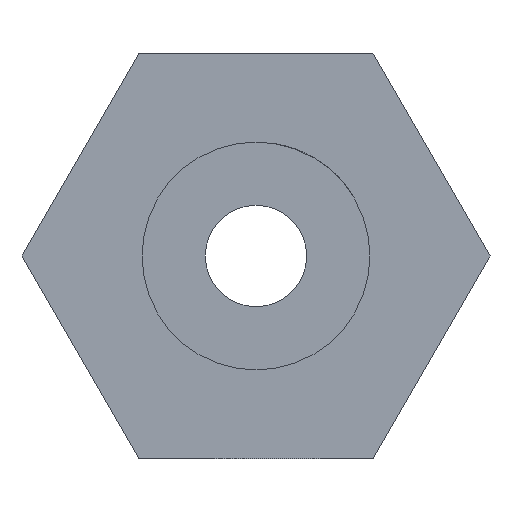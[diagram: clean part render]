
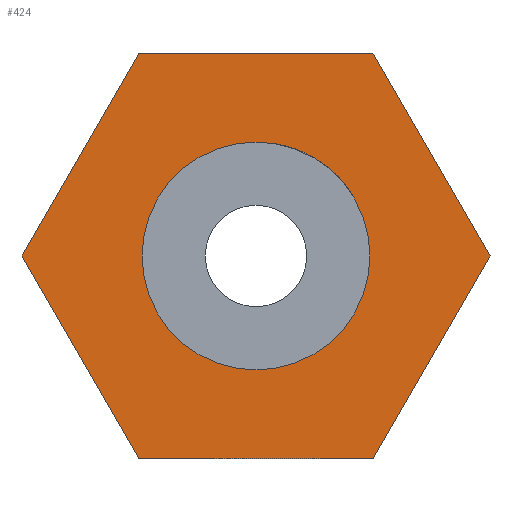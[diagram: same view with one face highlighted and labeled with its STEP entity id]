
A CAD part, left-side view. The second image highlights one B-rep face of the part: STEP entity #424.
In plain terms, the highlighted planar face has unit normal (-1, 0, 0).
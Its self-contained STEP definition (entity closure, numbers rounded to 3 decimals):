
#4 = VERTEX_POINT ( 'NONE', #1473 ) ;
#115 = CIRCLE ( 'NONE', #1160, 6.75 ) ;
#136 = DIRECTION ( 'NONE',  ( 0., 0., 1. ) ) ;
#163 = EDGE_CURVE ( 'NONE', #2931, #864, #3334, .T. ) ;
#168 = DIRECTION ( 'NONE',  ( 0., 1., 0. ) ) ;
#174 = VECTOR ( 'NONE', #168, 1000. ) ;
#326 = EDGE_CURVE ( 'NONE', #4, #4979, #2797, .T. ) ;
#400 = DIRECTION ( 'NONE',  ( 0., -1., 0. ) ) ;
#424 = ADVANCED_FACE ( 'NONE', ( #3156, #2343 ), #2806, .F. ) ;
#460 = AXIS2_PLACEMENT_3D ( 'NONE', #3962, #3101, #4852 ) ;
#549 = CARTESIAN_POINT ( 'NONE',  ( 14.75, -6.928, -12. ) ) ;
#606 = CARTESIAN_POINT ( 'NONE',  ( 14.75, 0., 0. ) ) ;
#635 = DIRECTION ( 'NONE',  ( 0., 0., 1. ) ) ;
#668 = CARTESIAN_POINT ( 'NONE',  ( 14.75, 6.928, -12. ) ) ;
#809 = LINE ( 'NONE', #4098, #3915 ) ;
#834 = DIRECTION ( 'NONE',  ( 0., -0.5, -0.866 ) ) ;
#864 = VERTEX_POINT ( 'NONE', #1800 ) ;
#865 = ORIENTED_EDGE ( 'NONE', *, *, #3074, .F. ) ;
#898 = DIRECTION ( 'NONE',  ( -1., 0., 0. ) ) ;
#1019 = EDGE_CURVE ( 'NONE', #4979, #4, #115, .T. ) ;
#1089 = CARTESIAN_POINT ( 'NONE',  ( 14.75, -6.928, -12. ) ) ;
#1160 = AXIS2_PLACEMENT_3D ( 'NONE', #4997, #898, #136 ) ;
#1257 = CARTESIAN_POINT ( 'NONE',  ( 14.75, 13.856, 0. ) ) ;
#1265 = LINE ( 'NONE', #4988, #1507 ) ;
#1385 = EDGE_LOOP ( 'NONE', ( #5080, #2459 ) ) ;
#1473 = CARTESIAN_POINT ( 'NONE',  ( 14.75, 0., -6.75 ) ) ;
#1507 = VECTOR ( 'NONE', #2096, 1000. ) ;
#1679 = EDGE_CURVE ( 'NONE', #864, #4728, #809, .T. ) ;
#1800 = CARTESIAN_POINT ( 'NONE',  ( 14.75, 6.928, 12. ) ) ;
#2096 = DIRECTION ( 'NONE',  ( 0., 0.5, -0.866 ) ) ;
#2122 = CARTESIAN_POINT ( 'NONE',  ( 14.75, -6.928, 12. ) ) ;
#2256 = ORIENTED_EDGE ( 'NONE', *, *, #163, .F. ) ;
#2343 = FACE_OUTER_BOUND ( 'NONE', #2522, .T. ) ;
#2459 = ORIENTED_EDGE ( 'NONE', *, *, #326, .F. ) ;
#2522 = EDGE_LOOP ( 'NONE', ( #3308, #4752, #2866, #865, #3493, #2256 ) ) ;
#2531 = EDGE_CURVE ( 'NONE', #4380, #2931, #3839, .T. ) ;
#2542 = VECTOR ( 'NONE', #834, 1000. ) ;
#2591 = DIRECTION ( 'NONE',  ( 0., 0.5, 0.866 ) ) ;
#2653 = LINE ( 'NONE', #549, #174 ) ;
#2777 = EDGE_CURVE ( 'NONE', #2997, #3823, #1265, .T. ) ;
#2797 = CIRCLE ( 'NONE', #4249, 6.75 ) ;
#2806 = PLANE ( 'NONE',  #460 ) ;
#2866 = ORIENTED_EDGE ( 'NONE', *, *, #2777, .F. ) ;
#2931 = VERTEX_POINT ( 'NONE', #4714 ) ;
#2997 = VERTEX_POINT ( 'NONE', #3505 ) ;
#3074 = EDGE_CURVE ( 'NONE', #4728, #2997, #4546, .T. ) ;
#3101 = DIRECTION ( 'NONE',  ( 1., 0., 0. ) ) ;
#3156 = FACE_BOUND ( 'NONE', #1385, .T. ) ;
#3308 = ORIENTED_EDGE ( 'NONE', *, *, #2531, .F. ) ;
#3334 = LINE ( 'NONE', #1257, #4770 ) ;
#3404 = CARTESIAN_POINT ( 'NONE',  ( 14.75, 6.928, -12. ) ) ;
#3493 = ORIENTED_EDGE ( 'NONE', *, *, #1679, .F. ) ;
#3505 = CARTESIAN_POINT ( 'NONE',  ( 14.75, -13.856, 0. ) ) ;
#3786 = CARTESIAN_POINT ( 'NONE',  ( 14.75, 0., 6.75 ) ) ;
#3823 = VERTEX_POINT ( 'NONE', #1089 ) ;
#3839 = LINE ( 'NONE', #3404, #4782 ) ;
#3915 = VECTOR ( 'NONE', #400, 1000. ) ;
#3962 = CARTESIAN_POINT ( 'NONE',  ( 14.75, 0., 0. ) ) ;
#4098 = CARTESIAN_POINT ( 'NONE',  ( 14.75, 6.928, 12. ) ) ;
#4249 = AXIS2_PLACEMENT_3D ( 'NONE', #606, #4735, #635 ) ;
#4380 = VERTEX_POINT ( 'NONE', #668 ) ;
#4541 = EDGE_CURVE ( 'NONE', #3823, #4380, #2653, .T. ) ;
#4546 = LINE ( 'NONE', #2122, #2542 ) ;
#4714 = CARTESIAN_POINT ( 'NONE',  ( 14.75, 13.856, 0. ) ) ;
#4728 = VERTEX_POINT ( 'NONE', #5250 ) ;
#4735 = DIRECTION ( 'NONE',  ( -1., 0., 0. ) ) ;
#4752 = ORIENTED_EDGE ( 'NONE', *, *, #4541, .F. ) ;
#4770 = VECTOR ( 'NONE', #4955, 1000. ) ;
#4782 = VECTOR ( 'NONE', #2591, 1000. ) ;
#4852 = DIRECTION ( 'NONE',  ( 0., 0., -1. ) ) ;
#4955 = DIRECTION ( 'NONE',  ( 0., -0.5, 0.866 ) ) ;
#4979 = VERTEX_POINT ( 'NONE', #3786 ) ;
#4988 = CARTESIAN_POINT ( 'NONE',  ( 14.75, -13.856, 0. ) ) ;
#4997 = CARTESIAN_POINT ( 'NONE',  ( 14.75, 0., 0. ) ) ;
#5080 = ORIENTED_EDGE ( 'NONE', *, *, #1019, .F. ) ;
#5250 = CARTESIAN_POINT ( 'NONE',  ( 14.75, -6.928, 12. ) ) ;
